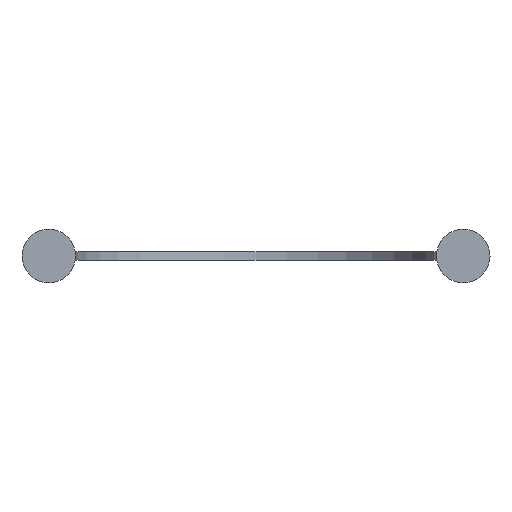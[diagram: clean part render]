
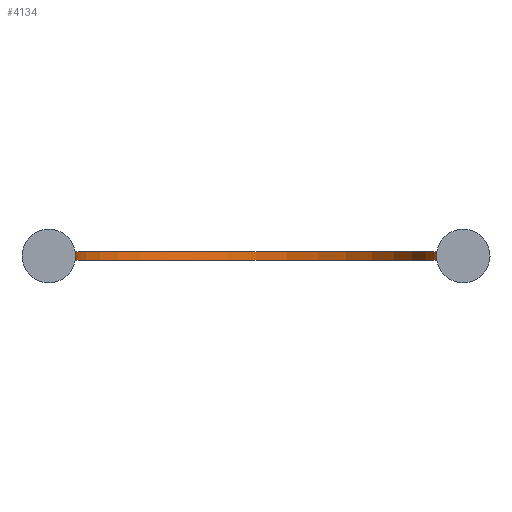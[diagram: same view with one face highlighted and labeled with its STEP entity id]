
A CAD part, front view. The second image highlights one B-rep face of the part: STEP entity #4134.
In plain terms, the highlighted cylindrical face has radius 40.5 mm (diameter 81 mm), a partial arc.
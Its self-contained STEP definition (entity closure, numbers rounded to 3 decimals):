
#272 = DIRECTION ( 'NONE',  ( 1., 0., 0. ) ) ;
#906 = AXIS2_PLACEMENT_3D ( 'NONE', #10040, #4704, #10937 ) ;
#954 = EDGE_CURVE ( 'NONE', #7423, #7890, #3179, .T. ) ;
#1467 = CYLINDRICAL_SURFACE ( 'NONE', #8276, 40.5 ) ;
#2451 = ORIENTED_EDGE ( 'NONE', *, *, #10522, .F. ) ;
#2595 = LINE ( 'NONE', #7442, #7070 ) ;
#2749 = EDGE_CURVE ( 'NONE', #3465, #7890, #11219, .T. ) ;
#3048 = CARTESIAN_POINT ( 'NONE',  ( 46.5, 340.02, -1. ) ) ;
#3179 = CIRCLE ( 'NONE', #906, 40.5 ) ;
#3307 = EDGE_LOOP ( 'NONE', ( #2451, #10340, #11356, #4149 ) ) ;
#3465 = VERTEX_POINT ( 'NONE', #4473 ) ;
#3946 = DIRECTION ( 'NONE',  ( 1., 0., 0. ) ) ;
#3972 = VERTEX_POINT ( 'NONE', #7001 ) ;
#4134 = ADVANCED_FACE ( 'NONE', ( #6215 ), #1467, .F. ) ;
#4149 = ORIENTED_EDGE ( 'NONE', *, *, #954, .F. ) ;
#4473 = CARTESIAN_POINT ( 'NONE',  ( 87., 340.02, -1. ) ) ;
#4704 = DIRECTION ( 'NONE',  ( 0., 0., -1. ) ) ;
#4722 = DIRECTION ( 'NONE',  ( 0., 0., 1. ) ) ;
#6215 = FACE_OUTER_BOUND ( 'NONE', #3307, .T. ) ;
#6545 = CARTESIAN_POINT ( 'NONE',  ( 46.5, 340.02, -1. ) ) ;
#7001 = CARTESIAN_POINT ( 'NONE',  ( 6., 340.02, -1. ) ) ;
#7070 = VECTOR ( 'NONE', #8338, 1000. ) ;
#7423 = VERTEX_POINT ( 'NONE', #11056 ) ;
#7442 = CARTESIAN_POINT ( 'NONE',  ( 6., 340.02, -1. ) ) ;
#7890 = VERTEX_POINT ( 'NONE', #10390 ) ;
#8276 = AXIS2_PLACEMENT_3D ( 'NONE', #6545, #10983, #272 ) ;
#8338 = DIRECTION ( 'NONE',  ( 0., 0., 1. ) ) ;
#8363 = AXIS2_PLACEMENT_3D ( 'NONE', #3048, #9283, #3946 ) ;
#9143 = VECTOR ( 'NONE', #4722, 1000. ) ;
#9283 = DIRECTION ( 'NONE',  ( 0., 0., -1. ) ) ;
#10040 = CARTESIAN_POINT ( 'NONE',  ( 46.5, 340.02, 1. ) ) ;
#10058 = CARTESIAN_POINT ( 'NONE',  ( 87., 340.02, -1. ) ) ;
#10340 = ORIENTED_EDGE ( 'NONE', *, *, #10968, .T. ) ;
#10386 = CIRCLE ( 'NONE', #8363, 40.5 ) ;
#10390 = CARTESIAN_POINT ( 'NONE',  ( 87., 340.02, 1. ) ) ;
#10522 = EDGE_CURVE ( 'NONE', #3972, #7423, #2595, .T. ) ;
#10937 = DIRECTION ( 'NONE',  ( 1., 0., 0. ) ) ;
#10968 = EDGE_CURVE ( 'NONE', #3972, #3465, #10386, .T. ) ;
#10983 = DIRECTION ( 'NONE',  ( 0., 0., 1. ) ) ;
#11056 = CARTESIAN_POINT ( 'NONE',  ( 6., 340.02, 1. ) ) ;
#11219 = LINE ( 'NONE', #10058, #9143 ) ;
#11356 = ORIENTED_EDGE ( 'NONE', *, *, #2749, .T. ) ;
